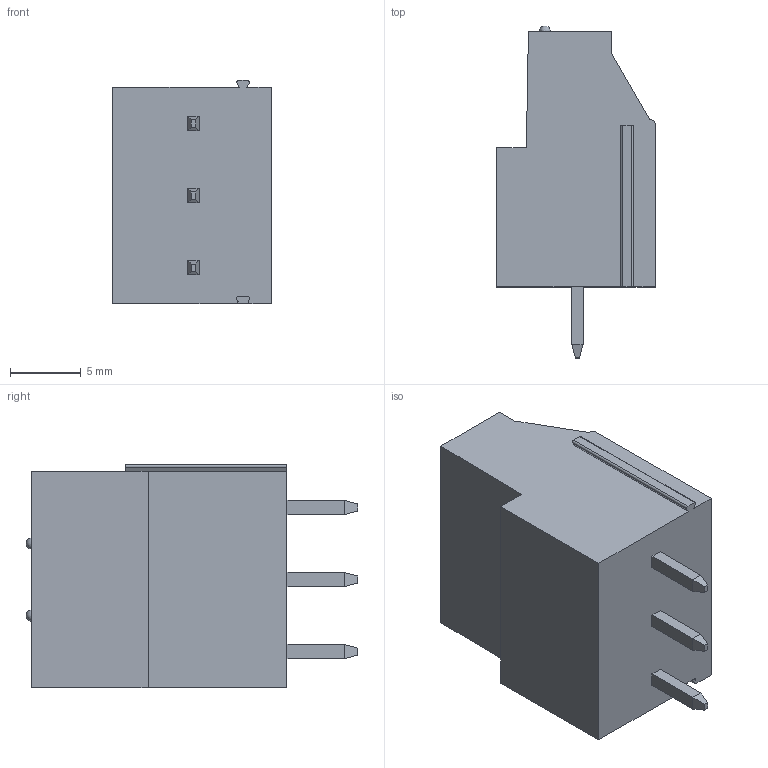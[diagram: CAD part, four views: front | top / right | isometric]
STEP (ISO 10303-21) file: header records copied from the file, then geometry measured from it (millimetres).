
FILE_DESCRIPTION((''),'2;1');
FILE_NAME('TL212V-XXP-XS','2024-10-21T',('sj'),(''),'PRO/ENGINEER BY PARAMETRIC TECHNOLOGY CORPORATION, 2013240','PRO/ENGINEER BY PARAMETRIC TECHNOLOGY CORPORATION, 2013240','');
FILE_SCHEMA(('AUTOMOTIVE_DESIGN_CC2 { 1 2 10303 214 -1 1 5 2 }'));
Length unit declared in the file: millimetre
Products named in the file (1): TL212V-XXP-XS
Bounding box: 11.2 x 23.4 x 15.74 mm (x, y, z)
Volume: 2492.7 mm3; surface area: 1429.8 mm2
Topology: 1 solids, 1 shells, 129 faces, 332 edges, 212 vertices
Faces by surface type: plane 84, cylinder 25, cone 12, torus 6, sphere 2
Entity records: 3928 total; most frequent: CARTESIAN_POINT 741, ORIENTED_EDGE 656, DIRECTION 652, EDGE_CURVE 328, VECTOR 238, LINE 238, VERTEX_POINT 212, AXIS2_PLACEMENT_3D 207
